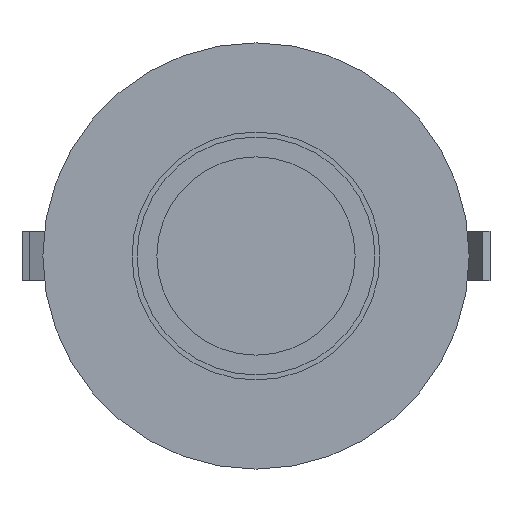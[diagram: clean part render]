
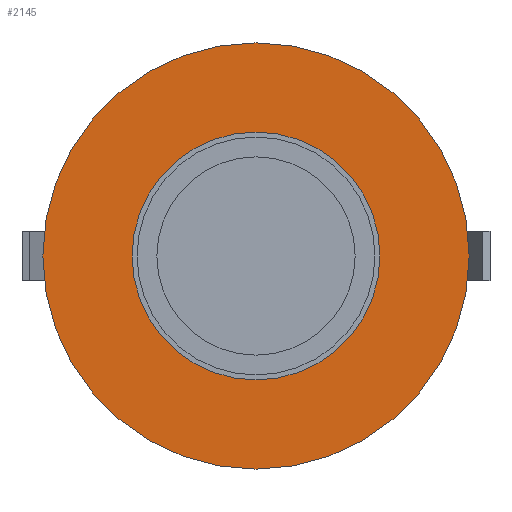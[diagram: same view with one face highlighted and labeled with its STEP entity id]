
A CAD part, front view. The second image highlights one B-rep face of the part: STEP entity #2145.
In plain terms, the highlighted planar face has unit normal (0, -1, 0).
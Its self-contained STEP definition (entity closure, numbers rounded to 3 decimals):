
#161 = CARTESIAN_POINT ( 'NONE',  ( 0., 0., 43. ) ) ;
#196 = CARTESIAN_POINT ( 'NONE',  ( 0., 0., 0. ) ) ;
#279 = DIRECTION ( 'NONE',  ( 0., 1., 0. ) ) ;
#440 = EDGE_LOOP ( 'NONE', ( #1992, #4116 ) ) ;
#578 = DIRECTION ( 'NONE',  ( 0., 0., 1. ) ) ;
#778 = DIRECTION ( 'NONE',  ( 0., 1., 0. ) ) ;
#805 = CARTESIAN_POINT ( 'NONE',  ( 0., 0., 25. ) ) ;
#910 = EDGE_LOOP ( 'NONE', ( #2634, #5892 ) ) ;
#1037 = VERTEX_POINT ( 'NONE', #805 ) ;
#1057 = FACE_BOUND ( 'NONE', #440, .T. ) ;
#1061 = VERTEX_POINT ( 'NONE', #5414 ) ;
#1064 = VERTEX_POINT ( 'NONE', #161 ) ;
#1108 = CIRCLE ( 'NONE', #2652, 25. ) ;
#1142 = EDGE_CURVE ( 'NONE', #1064, #1721, #1836, .T. ) ;
#1229 = CARTESIAN_POINT ( 'NONE',  ( 0., 0., -43. ) ) ;
#1249 = AXIS2_PLACEMENT_3D ( 'NONE', #196, #778, #4811 ) ;
#1269 = EDGE_CURVE ( 'NONE', #1061, #1037, #1108, .T. ) ;
#1721 = VERTEX_POINT ( 'NONE', #1229 ) ;
#1836 = CIRCLE ( 'NONE', #5855, 43. ) ;
#1992 = ORIENTED_EDGE ( 'NONE', *, *, #1269, .F. ) ;
#2145 = ADVANCED_FACE ( 'NONE', ( #1057, #7034 ), #4254, .F. ) ;
#2634 = ORIENTED_EDGE ( 'NONE', *, *, #5038, .F. ) ;
#2652 = AXIS2_PLACEMENT_3D ( 'NONE', #3196, #7261, #3780 ) ;
#3196 = CARTESIAN_POINT ( 'NONE',  ( 0., 0., 0. ) ) ;
#3414 = DIRECTION ( 'NONE',  ( 0., -1., 0. ) ) ;
#3426 = AXIS2_PLACEMENT_3D ( 'NONE', #6895, #3414, #7489 ) ;
#3485 = CIRCLE ( 'NONE', #4441, 43. ) ;
#3735 = CARTESIAN_POINT ( 'NONE',  ( 0., 0., 0. ) ) ;
#3780 = DIRECTION ( 'NONE',  ( 0., 0., -1. ) ) ;
#4057 = DIRECTION ( 'NONE',  ( 0., 1., 0. ) ) ;
#4116 = ORIENTED_EDGE ( 'NONE', *, *, #4292, .F. ) ;
#4254 = PLANE ( 'NONE',  #1249 ) ;
#4292 = EDGE_CURVE ( 'NONE', #1037, #1061, #5937, .T. ) ;
#4329 = DIRECTION ( 'NONE',  ( 0., 0., 1. ) ) ;
#4441 = AXIS2_PLACEMENT_3D ( 'NONE', #7527, #4057, #578 ) ;
#4811 = DIRECTION ( 'NONE',  ( 0., 0., 1. ) ) ;
#5038 = EDGE_CURVE ( 'NONE', #1721, #1064, #3485, .T. ) ;
#5414 = CARTESIAN_POINT ( 'NONE',  ( 0., 0., -25. ) ) ;
#5855 = AXIS2_PLACEMENT_3D ( 'NONE', #3735, #279, #4329 ) ;
#5892 = ORIENTED_EDGE ( 'NONE', *, *, #1142, .F. ) ;
#5937 = CIRCLE ( 'NONE', #3426, 25. ) ;
#6895 = CARTESIAN_POINT ( 'NONE',  ( 0., 0., 0. ) ) ;
#7034 = FACE_OUTER_BOUND ( 'NONE', #910, .T. ) ;
#7261 = DIRECTION ( 'NONE',  ( 0., -1., 0. ) ) ;
#7489 = DIRECTION ( 'NONE',  ( 0., 0., -1. ) ) ;
#7527 = CARTESIAN_POINT ( 'NONE',  ( 0., 0., 0. ) ) ;
